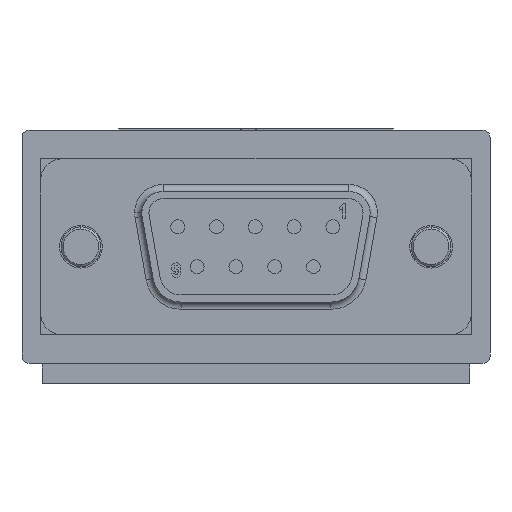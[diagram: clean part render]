
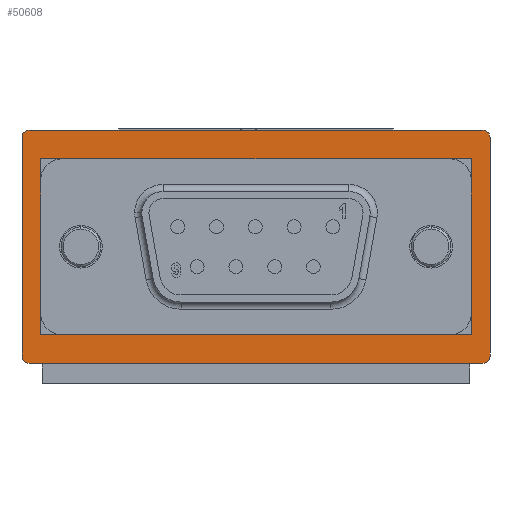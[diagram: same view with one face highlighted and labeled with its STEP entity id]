
A CAD part, left-side view. The second image highlights one B-rep face of the part: STEP entity #50608.
In plain terms, the highlighted planar face has unit normal (-1, 0, 0).
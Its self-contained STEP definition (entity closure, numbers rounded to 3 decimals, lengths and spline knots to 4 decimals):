
#50538 = EDGE_CURVE ( 'NONE', #50606, #50552, #71373, .T. ) ;
#50539 = VERTEX_POINT ( 'NONE', #71368 ) ;
#50552 = VERTEX_POINT ( 'NONE', #71423 ) ;
#50576 = VERTEX_POINT ( 'NONE', #71545 ) ;
#50577 = ORIENTED_EDGE ( 'NONE', *, *, #50578, .T. ) ;
#50578 = EDGE_CURVE ( 'NONE', #50655, #50657, #71530, .T. ) ;
#50579 = ORIENTED_EDGE ( 'NONE', *, *, #50581, .T. ) ;
#50581 = EDGE_CURVE ( 'NONE', #50657, #50592, #71531, .T. ) ;
#50584 = ORIENTED_EDGE ( 'NONE', *, *, #50586, .F. ) ;
#50585 = EDGE_CURVE ( 'NONE', #50589, #50590, #71526, .T. ) ;
#50586 = EDGE_CURVE ( 'NONE', #50589, #50552, #71512, .T. ) ;
#50587 = ORIENTED_EDGE ( 'NONE', *, *, #50601, .T. ) ;
#50588 = ORIENTED_EDGE ( 'NONE', *, *, #50599, .T. ) ;
#50589 = VERTEX_POINT ( 'NONE', #71518 ) ;
#50590 = VERTEX_POINT ( 'NONE', #71538 ) ;
#50591 = VERTEX_POINT ( 'NONE', #71580 ) ;
#50592 = VERTEX_POINT ( 'NONE', #71532 ) ;
#50593 = ORIENTED_EDGE ( 'NONE', *, *, #50585, .T. ) ;
#50594 = EDGE_CURVE ( 'NONE', #50595, #50590, #71582, .T. ) ;
#50595 = VERTEX_POINT ( 'NONE', #71576 ) ;
#50597 = VERTEX_POINT ( 'NONE', #71584 ) ;
#50598 = ORIENTED_EDGE ( 'NONE', *, *, #50594, .F. ) ;
#50599 = EDGE_CURVE ( 'NONE', #50595, #50597, #71572, .T. ) ;
#50600 = EDGE_LOOP ( 'NONE', ( #50656, #50577, #50579, #50602 ) ) ;
#50601 = EDGE_CURVE ( 'NONE', #50597, #50591, #71571, .T. ) ;
#50602 = ORIENTED_EDGE ( 'NONE', *, *, #50642, .T. ) ;
#50606 = VERTEX_POINT ( 'NONE', #71554 ) ;
#50607 = EDGE_CURVE ( 'NONE', #50539, #50606, #71624, .T. ) ;
#50608 = ADVANCED_FACE ( 'NONE', ( #71553, #71549 ), #71620, .F. ) ;
#50609 = ORIENTED_EDGE ( 'NONE', *, *, #50538, .T. ) ;
#50610 = ORIENTED_EDGE ( 'NONE', *, *, #50607, .T. ) ;
#50613 = EDGE_LOOP ( 'NONE', ( #50610, #50609, #50584, #50593, #50598, #50588, #50587, #50654 ) ) ;
#50642 = EDGE_CURVE ( 'NONE', #50592, #50576, #71626, .T. ) ;
#50652 = EDGE_CURVE ( 'NONE', #50591, #50539, #71658, .T. ) ;
#50653 = EDGE_CURVE ( 'NONE', #50576, #50655, #71725, .T. ) ;
#50654 = ORIENTED_EDGE ( 'NONE', *, *, #50652, .T. ) ;
#50655 = VERTEX_POINT ( 'NONE', #71726 ) ;
#50656 = ORIENTED_EDGE ( 'NONE', *, *, #50653, .T. ) ;
#50657 = VERTEX_POINT ( 'NONE', #71719 ) ;
#71368 = CARTESIAN_POINT ( 'NONE',  ( -1.04, 1.025, -0.327 ) ) ;
#71373 = CIRCLE ( 'NONE', #71460, 0.02 ) ;
#71423 = CARTESIAN_POINT ( 'NONE',  ( -1.04, -0.27, -0.307 ) ) ;
#71446 = DIRECTION ( 'NONE',  ( 0., 0., -1. ) ) ;
#71447 = DIRECTION ( 'NONE',  ( -1., 0., 0. ) ) ;
#71448 = CARTESIAN_POINT ( 'NONE',  ( -1.04, -0.25, -0.307 ) ) ;
#71460 = AXIS2_PLACEMENT_3D ( 'NONE', #71448, #71447, #71446 ) ;
#71512 = LINE ( 'NONE', #71537, #71525 ) ;
#71515 = DIRECTION ( 'NONE',  ( 0., 0., -1. ) ) ;
#71516 = DIRECTION ( 'NONE',  ( -1., 0., 0. ) ) ;
#71518 = CARTESIAN_POINT ( 'NONE',  ( -1.04, -0.27, 0.307 ) ) ;
#71520 = DIRECTION ( 'NONE',  ( 0., 1., 0. ) ) ;
#71521 = VECTOR ( 'NONE', #71520, 39.3701 ) ;
#71522 = CARTESIAN_POINT ( 'NONE',  ( -1.04, 0.9925, -0.247 ) ) ;
#71523 = DIRECTION ( 'NONE',  ( 0., 0., -1. ) ) ;
#71525 = VECTOR ( 'NONE', #71523, 39.3701 ) ;
#71526 = CIRCLE ( 'NONE', #71543, 0.02 ) ;
#71527 = DIRECTION ( 'NONE',  ( 0., 0., -1. ) ) ;
#71528 = VECTOR ( 'NONE', #71527, 39.3701 ) ;
#71529 = CARTESIAN_POINT ( 'NONE',  ( -1.04, -0.2175, 0.247 ) ) ;
#71530 = LINE ( 'NONE', #71529, #71528 ) ;
#71531 = LINE ( 'NONE', #71522, #71521 ) ;
#71532 = CARTESIAN_POINT ( 'NONE',  ( -1.04, 0.9925, -0.247 ) ) ;
#71537 = CARTESIAN_POINT ( 'NONE',  ( -1.04, -0.27, 0.327 ) ) ;
#71538 = CARTESIAN_POINT ( 'NONE',  ( -1.04, -0.25, 0.327 ) ) ;
#71541 = CARTESIAN_POINT ( 'NONE',  ( -1.04, -0.25, 0.307 ) ) ;
#71543 = AXIS2_PLACEMENT_3D ( 'NONE', #71541, #71516, #71515 ) ;
#71545 = CARTESIAN_POINT ( 'NONE',  ( -1.04, 0.9925, 0.247 ) ) ;
#71549 = FACE_BOUND ( 'NONE', #50600, .T. ) ;
#71553 = FACE_OUTER_BOUND ( 'NONE', #50613, .T. ) ;
#71554 = CARTESIAN_POINT ( 'NONE',  ( -1.04, -0.25, -0.327 ) ) ;
#71560 = CARTESIAN_POINT ( 'NONE',  ( -1.04, -0.27, 0.327 ) ) ;
#71561 = DIRECTION ( 'NONE',  ( 0., 0., -1. ) ) ;
#71562 = VECTOR ( 'NONE', #71561, 39.3701 ) ;
#71563 = CARTESIAN_POINT ( 'NONE',  ( -1.04, 1.045, 0.327 ) ) ;
#71566 = AXIS2_PLACEMENT_3D ( 'NONE', #71560, #71617, #71616 ) ;
#71567 = DIRECTION ( 'NONE',  ( 0., 0., -1. ) ) ;
#71568 = DIRECTION ( 'NONE',  ( -1., 0., 0. ) ) ;
#71569 = CARTESIAN_POINT ( 'NONE',  ( -1.04, 1.025, 0.307 ) ) ;
#71571 = LINE ( 'NONE', #71563, #71562 ) ;
#71572 = CIRCLE ( 'NONE', #71578, 0.02 ) ;
#71573 = DIRECTION ( 'NONE',  ( 0., -1., 0. ) ) ;
#71574 = VECTOR ( 'NONE', #71573, 39.3701 ) ;
#71575 = CARTESIAN_POINT ( 'NONE',  ( -1.04, -0.27, 0.327 ) ) ;
#71576 = CARTESIAN_POINT ( 'NONE',  ( -1.04, 1.025, 0.327 ) ) ;
#71578 = AXIS2_PLACEMENT_3D ( 'NONE', #71569, #71568, #71567 ) ;
#71580 = CARTESIAN_POINT ( 'NONE',  ( -1.04, 1.045, -0.307 ) ) ;
#71582 = LINE ( 'NONE', #71575, #71574 ) ;
#71584 = CARTESIAN_POINT ( 'NONE',  ( -1.04, 1.045, 0.307 ) ) ;
#71616 = DIRECTION ( 'NONE',  ( 0., 0., -1. ) ) ;
#71617 = DIRECTION ( 'NONE',  ( 1., 0., 0. ) ) ;
#71620 = PLANE ( 'NONE',  #71566 ) ;
#71621 = DIRECTION ( 'NONE',  ( 0., -1., 0. ) ) ;
#71622 = VECTOR ( 'NONE', #71621, 39.3701 ) ;
#71623 = CARTESIAN_POINT ( 'NONE',  ( -1.04, -0.27, -0.327 ) ) ;
#71624 = LINE ( 'NONE', #71623, #71622 ) ;
#71626 = LINE ( 'NONE', #71644, #71677 ) ;
#71643 = DIRECTION ( 'NONE',  ( 0., 0., 1. ) ) ;
#71644 = CARTESIAN_POINT ( 'NONE',  ( -1.04, 0.9925, 0.247 ) ) ;
#71658 = CIRCLE ( 'NONE', #71683, 0.02 ) ;
#71677 = VECTOR ( 'NONE', #71643, 39.3701 ) ;
#71681 = DIRECTION ( 'NONE',  ( -1., 0., 0. ) ) ;
#71682 = CARTESIAN_POINT ( 'NONE',  ( -1.04, 1.025, -0.307 ) ) ;
#71683 = AXIS2_PLACEMENT_3D ( 'NONE', #71682, #71681, #71729 ) ;
#71719 = CARTESIAN_POINT ( 'NONE',  ( -1.04, -0.2175, -0.247 ) ) ;
#71722 = DIRECTION ( 'NONE',  ( 0., -1., 0. ) ) ;
#71723 = VECTOR ( 'NONE', #71722, 39.3701 ) ;
#71724 = CARTESIAN_POINT ( 'NONE',  ( -1.04, 0.9925, 0.247 ) ) ;
#71725 = LINE ( 'NONE', #71724, #71723 ) ;
#71726 = CARTESIAN_POINT ( 'NONE',  ( -1.04, -0.2175, 0.247 ) ) ;
#71729 = DIRECTION ( 'NONE',  ( 0., 0., -1. ) ) ;
